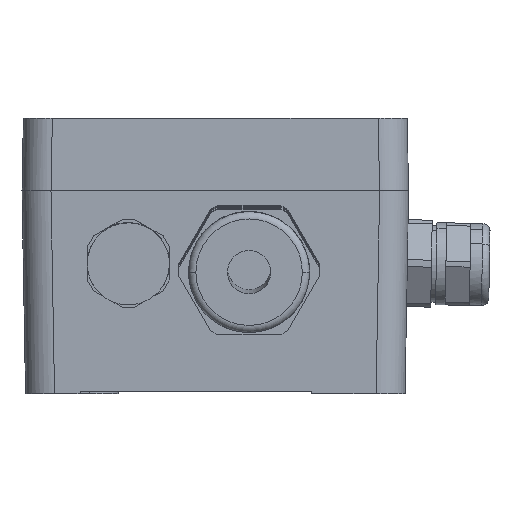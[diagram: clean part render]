
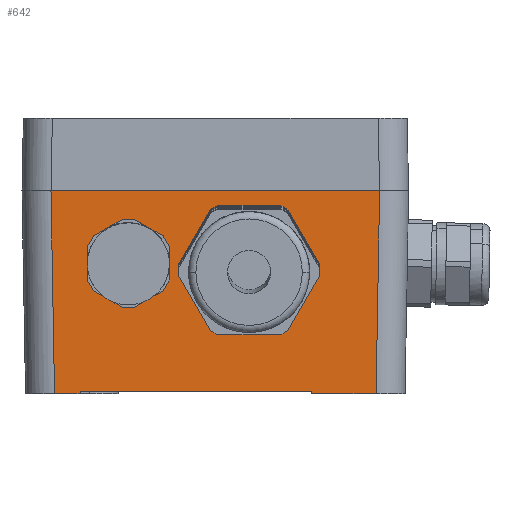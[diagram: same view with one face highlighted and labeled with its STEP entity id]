
A CAD part, left-side view. The second image highlights one B-rep face of the part: STEP entity #642.
In plain terms, the highlighted planar face has unit normal (-1, 0, -0.018).
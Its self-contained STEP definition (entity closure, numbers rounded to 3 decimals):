
#454=AXIS2_PLACEMENT_3D('Plane Axis2P3D',#451,#452,#453) ;
#626=AXIS2_PLACEMENT_3D('Circle Axis2P3D',#624,#625,$) ;
#635=AXIS2_PLACEMENT_3D('Circle Axis2P3D',#633,#634,$) ;
#109=CARTESIAN_POINT('Vertex',(48.936,90.894,42.)) ;
#112=CARTESIAN_POINT('Line Origine',(48.936,56.875,42.)) ;
#116=CARTESIAN_POINT('Vertex',(48.936,22.857,42.)) ;
#435=CARTESIAN_POINT('Vertex',(49.669,90.161,0.)) ;
#438=CARTESIAN_POINT('Line Origine',(49.302,90.527,21.)) ;
#451=CARTESIAN_POINT('Axis2P3D Location',(48.953,56.875,41.)) ;
#476=CARTESIAN_POINT('Line Origine',(49.302,23.223,21.)) ;
#480=CARTESIAN_POINT('Vertex',(49.669,23.59,0.)) ;
#483=CARTESIAN_POINT('Line Origine',(49.669,87.518,0.)) ;
#487=CARTESIAN_POINT('Vertex',(49.669,84.875,0.)) ;
#490=CARTESIAN_POINT('Line Origine',(49.664,84.875,0.25)) ;
#494=CARTESIAN_POINT('Vertex',(49.66,84.875,0.5)) ;
#497=CARTESIAN_POINT('Line Origine',(49.66,60.875,0.5)) ;
#501=CARTESIAN_POINT('Vertex',(49.66,36.875,0.5)) ;
#504=CARTESIAN_POINT('Line Origine',(49.664,36.875,0.25)) ;
#508=CARTESIAN_POINT('Vertex',(49.669,36.875,0.)) ;
#511=CARTESIAN_POINT('Line Origine',(49.669,30.233,0.)) ;
#526=CARTESIAN_POINT('Line Origine',(49.118,67.016,31.539)) ;
#530=CARTESIAN_POINT('Vertex',(49.138,66.375,30.429)) ;
#532=CARTESIAN_POINT('Vertex',(49.099,67.657,32.648)) ;
#535=CARTESIAN_POINT('Line Origine',(49.198,66.375,27.002)) ;
#539=CARTESIAN_POINT('Vertex',(49.257,66.375,23.575)) ;
#542=CARTESIAN_POINT('Line Origine',(49.277,67.016,22.465)) ;
#546=CARTESIAN_POINT('Vertex',(49.296,67.657,21.355)) ;
#549=CARTESIAN_POINT('Line Origine',(49.326,70.625,19.642)) ;
#553=CARTESIAN_POINT('Vertex',(49.356,73.593,17.928)) ;
#556=CARTESIAN_POINT('Line Origine',(49.356,74.875,17.928)) ;
#560=CARTESIAN_POINT('Vertex',(49.356,76.157,17.928)) ;
#563=CARTESIAN_POINT('Line Origine',(49.326,79.125,19.642)) ;
#567=CARTESIAN_POINT('Vertex',(49.296,82.093,21.355)) ;
#570=CARTESIAN_POINT('Line Origine',(49.277,82.734,22.465)) ;
#574=CARTESIAN_POINT('Vertex',(49.257,83.375,23.575)) ;
#577=CARTESIAN_POINT('Line Origine',(49.198,83.375,27.002)) ;
#581=CARTESIAN_POINT('Vertex',(49.138,83.375,30.429)) ;
#584=CARTESIAN_POINT('Line Origine',(49.118,82.734,31.539)) ;
#588=CARTESIAN_POINT('Vertex',(49.099,82.093,32.648)) ;
#591=CARTESIAN_POINT('Line Origine',(49.069,79.125,34.362)) ;
#595=CARTESIAN_POINT('Vertex',(49.039,76.157,36.075)) ;
#598=CARTESIAN_POINT('Line Origine',(49.039,74.875,36.075)) ;
#602=CARTESIAN_POINT('Vertex',(49.039,73.593,36.075)) ;
#605=CARTESIAN_POINT('Line Origine',(49.069,70.625,34.362)) ;
#624=CARTESIAN_POINT('Axis2P3D Location',(49.215,49.875,26.002)) ;
#628=CARTESIAN_POINT('Vertex',(49.215,58.99,26.002)) ;
#630=CARTESIAN_POINT('Vertex',(49.215,40.76,26.002)) ;
#633=CARTESIAN_POINT('Axis2P3D Location',(49.215,49.875,26.002)) ;
#113=DIRECTION('Vector Direction',(0.,-1.,0.)) ;
#439=DIRECTION('Vector Direction',(0.017,-0.017,-1.)) ;
#452=DIRECTION('Axis2P3D Direction',(1.,-0.,0.017)) ;
#453=DIRECTION('Axis2P3D XDirection',(0.,1.,0.)) ;
#477=DIRECTION('Vector Direction',(0.017,0.017,-1.)) ;
#484=DIRECTION('Vector Direction',(0.,-1.,0.)) ;
#491=DIRECTION('Vector Direction',(0.017,0.,-1.)) ;
#498=DIRECTION('Vector Direction',(0.,1.,0.)) ;
#505=DIRECTION('Vector Direction',(0.017,0.,-1.)) ;
#512=DIRECTION('Vector Direction',(0.,-1.,0.)) ;
#527=DIRECTION('Vector Direction',(-0.015,0.5,0.866)) ;
#536=DIRECTION('Vector Direction',(-0.017,0.,1.)) ;
#543=DIRECTION('Vector Direction',(-0.015,-0.5,0.866)) ;
#550=DIRECTION('Vector Direction',(-0.009,-0.866,0.5)) ;
#557=DIRECTION('Vector Direction',(0.,-1.,0.)) ;
#564=DIRECTION('Vector Direction',(0.009,-0.866,-0.5)) ;
#571=DIRECTION('Vector Direction',(0.015,-0.5,-0.866)) ;
#578=DIRECTION('Vector Direction',(0.017,0.,-1.)) ;
#585=DIRECTION('Vector Direction',(0.015,0.5,-0.866)) ;
#592=DIRECTION('Vector Direction',(0.009,0.866,-0.5)) ;
#599=DIRECTION('Vector Direction',(0.,1.,0.)) ;
#606=DIRECTION('Vector Direction',(-0.009,0.866,0.5)) ;
#625=DIRECTION('Axis2P3D Direction',(1.,-0.,0.017)) ;
#634=DIRECTION('Axis2P3D Direction',(1.,-0.,0.017)) ;
#114=VECTOR('Line Direction',#113,1.) ;
#440=VECTOR('Line Direction',#439,1.) ;
#478=VECTOR('Line Direction',#477,1.) ;
#485=VECTOR('Line Direction',#484,1.) ;
#492=VECTOR('Line Direction',#491,1.) ;
#499=VECTOR('Line Direction',#498,1.) ;
#506=VECTOR('Line Direction',#505,1.) ;
#513=VECTOR('Line Direction',#512,1.) ;
#528=VECTOR('Line Direction',#527,1.) ;
#537=VECTOR('Line Direction',#536,1.) ;
#544=VECTOR('Line Direction',#543,1.) ;
#551=VECTOR('Line Direction',#550,1.) ;
#558=VECTOR('Line Direction',#557,1.) ;
#565=VECTOR('Line Direction',#564,1.) ;
#572=VECTOR('Line Direction',#571,1.) ;
#579=VECTOR('Line Direction',#578,1.) ;
#586=VECTOR('Line Direction',#585,1.) ;
#593=VECTOR('Line Direction',#592,1.) ;
#600=VECTOR('Line Direction',#599,1.) ;
#607=VECTOR('Line Direction',#606,1.) ;
#517=ORIENTED_EDGE('',*,*,#482,.F.) ;
#518=ORIENTED_EDGE('',*,*,#118,.F.) ;
#519=ORIENTED_EDGE('',*,*,#442,.T.) ;
#520=ORIENTED_EDGE('',*,*,#489,.T.) ;
#521=ORIENTED_EDGE('',*,*,#496,.F.) ;
#522=ORIENTED_EDGE('',*,*,#503,.F.) ;
#523=ORIENTED_EDGE('',*,*,#510,.T.) ;
#524=ORIENTED_EDGE('',*,*,#515,.T.) ;
#611=ORIENTED_EDGE('',*,*,#534,.F.) ;
#612=ORIENTED_EDGE('',*,*,#541,.F.) ;
#613=ORIENTED_EDGE('',*,*,#548,.F.) ;
#614=ORIENTED_EDGE('',*,*,#555,.F.) ;
#615=ORIENTED_EDGE('',*,*,#562,.F.) ;
#616=ORIENTED_EDGE('',*,*,#569,.F.) ;
#617=ORIENTED_EDGE('',*,*,#576,.F.) ;
#618=ORIENTED_EDGE('',*,*,#583,.F.) ;
#619=ORIENTED_EDGE('',*,*,#590,.F.) ;
#620=ORIENTED_EDGE('',*,*,#597,.F.) ;
#621=ORIENTED_EDGE('',*,*,#604,.F.) ;
#622=ORIENTED_EDGE('',*,*,#609,.F.) ;
#639=ORIENTED_EDGE('',*,*,#632,.T.) ;
#640=ORIENTED_EDGE('',*,*,#637,.T.) ;
#623=FACE_BOUND('',#610,.T.) ;
#641=FACE_BOUND('',#638,.T.) ;
#642=ADVANCED_FACE('FBCon',(#525,#623,#641),#455,.F.) ;
#627=CIRCLE('generated circle',#626,9.115) ;
#636=CIRCLE('generated circle',#635,9.115) ;
#118=EDGE_CURVE('',#110,#117,#115,.T.) ;
#442=EDGE_CURVE('',#110,#436,#441,.T.) ;
#482=EDGE_CURVE('',#117,#481,#479,.T.) ;
#489=EDGE_CURVE('',#436,#488,#486,.T.) ;
#496=EDGE_CURVE('',#495,#488,#493,.T.) ;
#503=EDGE_CURVE('',#502,#495,#500,.T.) ;
#510=EDGE_CURVE('',#502,#509,#507,.T.) ;
#515=EDGE_CURVE('',#509,#481,#514,.T.) ;
#534=EDGE_CURVE('',#531,#533,#529,.T.) ;
#541=EDGE_CURVE('',#540,#531,#538,.T.) ;
#548=EDGE_CURVE('',#547,#540,#545,.T.) ;
#555=EDGE_CURVE('',#554,#547,#552,.T.) ;
#562=EDGE_CURVE('',#561,#554,#559,.T.) ;
#569=EDGE_CURVE('',#568,#561,#566,.T.) ;
#576=EDGE_CURVE('',#575,#568,#573,.T.) ;
#583=EDGE_CURVE('',#582,#575,#580,.T.) ;
#590=EDGE_CURVE('',#589,#582,#587,.T.) ;
#597=EDGE_CURVE('',#596,#589,#594,.T.) ;
#604=EDGE_CURVE('',#603,#596,#601,.T.) ;
#609=EDGE_CURVE('',#533,#603,#608,.T.) ;
#632=EDGE_CURVE('',#629,#631,#627,.T.) ;
#637=EDGE_CURVE('',#631,#629,#636,.T.) ;
#516=EDGE_LOOP('',(#517,#518,#519,#520,#521,#522,#523,#524)) ;
#610=EDGE_LOOP('',(#611,#612,#613,#614,#615,#616,#617,#618,#619,#620,#621,#622)) ;
#638=EDGE_LOOP('',(#639,#640)) ;
#525=FACE_OUTER_BOUND('',#516,.T.) ;
#115=LINE('Line',#112,#114) ;
#441=LINE('Line',#438,#440) ;
#479=LINE('Line',#476,#478) ;
#486=LINE('Line',#483,#485) ;
#493=LINE('Line',#490,#492) ;
#500=LINE('Line',#497,#499) ;
#507=LINE('Line',#504,#506) ;
#514=LINE('Line',#511,#513) ;
#529=LINE('Line',#526,#528) ;
#538=LINE('Line',#535,#537) ;
#545=LINE('Line',#542,#544) ;
#552=LINE('Line',#549,#551) ;
#559=LINE('Line',#556,#558) ;
#566=LINE('Line',#563,#565) ;
#573=LINE('Line',#570,#572) ;
#580=LINE('Line',#577,#579) ;
#587=LINE('Line',#584,#586) ;
#594=LINE('Line',#591,#593) ;
#601=LINE('Line',#598,#600) ;
#608=LINE('Line',#605,#607) ;
#455=PLANE('',#454) ;
#110=VERTEX_POINT('',#109) ;
#117=VERTEX_POINT('',#116) ;
#436=VERTEX_POINT('',#435) ;
#481=VERTEX_POINT('',#480) ;
#488=VERTEX_POINT('',#487) ;
#495=VERTEX_POINT('',#494) ;
#502=VERTEX_POINT('',#501) ;
#509=VERTEX_POINT('',#508) ;
#531=VERTEX_POINT('',#530) ;
#533=VERTEX_POINT('',#532) ;
#540=VERTEX_POINT('',#539) ;
#547=VERTEX_POINT('',#546) ;
#554=VERTEX_POINT('',#553) ;
#561=VERTEX_POINT('',#560) ;
#568=VERTEX_POINT('',#567) ;
#575=VERTEX_POINT('',#574) ;
#582=VERTEX_POINT('',#581) ;
#589=VERTEX_POINT('',#588) ;
#596=VERTEX_POINT('',#595) ;
#603=VERTEX_POINT('',#602) ;
#629=VERTEX_POINT('',#628) ;
#631=VERTEX_POINT('',#630) ;
